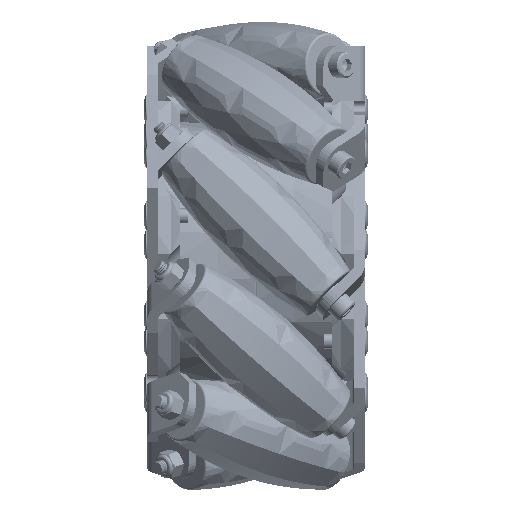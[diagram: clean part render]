
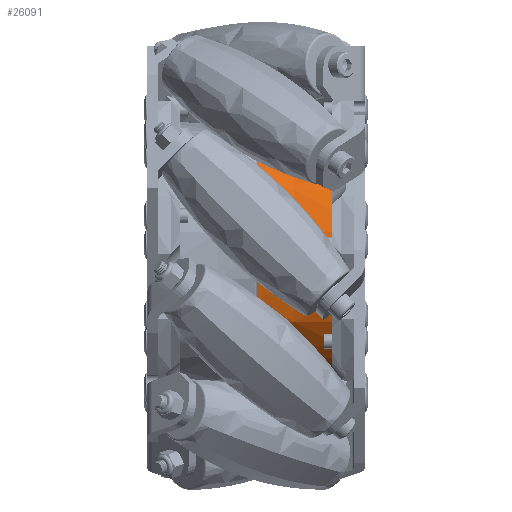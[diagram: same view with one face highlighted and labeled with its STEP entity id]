
A CAD part, front view. The second image highlights one B-rep face of the part: STEP entity #26091.
In plain terms, the highlighted conical face has half-angle 1 degrees and reference radius 28.575 mm.
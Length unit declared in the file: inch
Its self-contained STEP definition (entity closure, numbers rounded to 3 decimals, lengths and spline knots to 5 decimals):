
#943 = CARTESIAN_POINT ( 'NONE',  ( 0.838, 0., 0. ) ) ;
#1484 = EDGE_CURVE ( 'NONE', #5284, #28272, #13106, .T. ) ;
#3717 = FACE_OUTER_BOUND ( 'NONE', #27320, .T. ) ;
#4905 = CARTESIAN_POINT ( 'NONE',  ( 0.83309, 0., 0. ) ) ;
#5284 = VERTEX_POINT ( 'NONE', #30723 ) ;
#5302 = ORIENTED_EDGE ( 'NONE', *, *, #1484, .T. ) ;
#6001 = DIRECTION ( 'NONE',  ( -1., 0., 0.017 ) ) ;
#7007 = CARTESIAN_POINT ( 'NONE',  ( 0.83309, 0., -1.12509 ) ) ;
#7308 = VECTOR ( 'NONE', #11844, 39.37008 ) ;
#7858 = DIRECTION ( 'NONE',  ( 0., 0., 1. ) ) ;
#9628 = DIRECTION ( 'NONE',  ( -1., 0., 0. ) ) ;
#11216 = VECTOR ( 'NONE', #6001, 39.37008 ) ;
#11844 = DIRECTION ( 'NONE',  ( -1., 0., -0.017 ) ) ;
#12850 = CARTESIAN_POINT ( 'NONE',  ( 0.83309, 0., 1.12509 ) ) ;
#13054 = AXIS2_PLACEMENT_3D ( 'NONE', #34689, #14261, #31725 ) ;
#13106 = CIRCLE ( 'NONE', #13054, 1.13627 ) ;
#14123 = EDGE_CURVE ( 'NONE', #21097, #5284, #15048, .T. ) ;
#14261 = DIRECTION ( 'NONE',  ( 1., 0., 0. ) ) ;
#15048 = LINE ( 'NONE', #35228, #7308 ) ;
#15471 = DIRECTION ( 'NONE',  ( 0., 0., -1. ) ) ;
#18698 = ORIENTED_EDGE ( 'NONE', *, *, #29367, .T. ) ;
#19902 = LINE ( 'NONE', #23469, #11216 ) ;
#21097 = VERTEX_POINT ( 'NONE', #7007 ) ;
#21727 = AXIS2_PLACEMENT_3D ( 'NONE', #943, #9628, #15471 ) ;
#23469 = CARTESIAN_POINT ( 'NONE',  ( 0.838, 0., 1.125 ) ) ;
#25144 = CONICAL_SURFACE ( 'NONE', #21727, 1.125, 0.017 ) ;
#25309 = DIRECTION ( 'NONE',  ( -1., 0., 0. ) ) ;
#25756 = AXIS2_PLACEMENT_3D ( 'NONE', #4905, #25309, #7858 ) ;
#26091 = ADVANCED_FACE ( 'NONE', ( #3717 ), #25144, .T. ) ;
#27320 = EDGE_LOOP ( 'NONE', ( #33470, #18698, #35728, #5302 ) ) ;
#28272 = VERTEX_POINT ( 'NONE', #36303 ) ;
#29367 = EDGE_CURVE ( 'NONE', #33504, #21097, #37751, .T. ) ;
#30723 = CARTESIAN_POINT ( 'NONE',  ( 0.19241, 0., -1.13627 ) ) ;
#31318 = EDGE_CURVE ( 'NONE', #33504, #28272, #19902, .T. ) ;
#31725 = DIRECTION ( 'NONE',  ( 0., 0., -1. ) ) ;
#33470 = ORIENTED_EDGE ( 'NONE', *, *, #31318, .F. ) ;
#33504 = VERTEX_POINT ( 'NONE', #12850 ) ;
#34689 = CARTESIAN_POINT ( 'NONE',  ( 0.19241, 0., 0. ) ) ;
#35228 = CARTESIAN_POINT ( 'NONE',  ( 0.838, 0., -1.125 ) ) ;
#35728 = ORIENTED_EDGE ( 'NONE', *, *, #14123, .T. ) ;
#36303 = CARTESIAN_POINT ( 'NONE',  ( 0.19241, 0., 1.13627 ) ) ;
#37751 = CIRCLE ( 'NONE', #25756, 1.12509 ) ;
